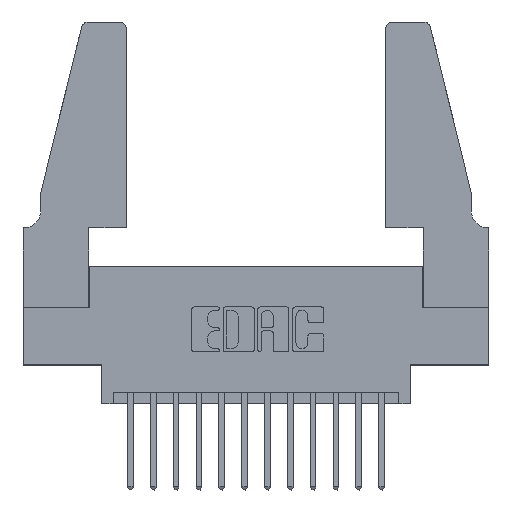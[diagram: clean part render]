
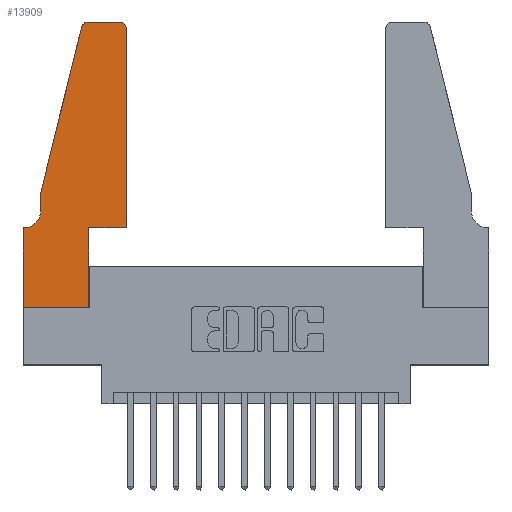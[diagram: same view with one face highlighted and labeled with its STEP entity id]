
A CAD part, top view. The second image highlights one B-rep face of the part: STEP entity #13909.
In plain terms, the highlighted planar face has unit normal (0, 0, 1).
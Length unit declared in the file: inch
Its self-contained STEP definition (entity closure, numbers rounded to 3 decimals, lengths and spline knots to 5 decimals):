
#16 = DIRECTION ( 'NONE',  ( -0.239, -0.971, 0. ) ) ;
#123 = DIRECTION ( 'NONE',  ( 0., -1., 0. ) ) ;
#297 = ORIENTED_EDGE ( 'NONE', *, *, #5049, .T. ) ;
#402 = ORIENTED_EDGE ( 'NONE', *, *, #7776, .T. ) ;
#510 = CARTESIAN_POINT ( 'NONE',  ( 0., 0.35, 0.37 ) ) ;
#582 = CARTESIAN_POINT ( 'NONE',  ( 0., 0., 0.37 ) ) ;
#779 = CARTESIAN_POINT ( 'NONE',  ( 0.0055, 0.35, 0.37 ) ) ;
#816 = AXIS2_PLACEMENT_3D ( 'NONE', #2258, #1998, #1913 ) ;
#1020 = EDGE_CURVE ( 'NONE', #12837, #10027, #2270, .T. ) ;
#1067 = CARTESIAN_POINT ( 'NONE',  ( 0.4205, 1.22, 0.37 ) ) ;
#1304 = DIRECTION ( 'NONE',  ( -1., 0., 0. ) ) ;
#1311 = ORIENTED_EDGE ( 'NONE', *, *, #9919, .T. ) ;
#1491 = CARTESIAN_POINT ( 'NONE',  ( 0.4505, 0.35, 0.37 ) ) ;
#1594 = CARTESIAN_POINT ( 'NONE',  ( 0.25487, 1.22718, 0.37 ) ) ;
#1843 = DIRECTION ( 'NONE',  ( 1., 0., 0. ) ) ;
#1881 = CARTESIAN_POINT ( 'NONE',  ( 0., 0., 0.37 ) ) ;
#1913 = DIRECTION ( 'NONE',  ( -1., 0., 0. ) ) ;
#1926 = DIRECTION ( 'NONE',  ( 1., 0., 0. ) ) ;
#1998 = DIRECTION ( 'NONE',  ( 0., 0., -1. ) ) ;
#2014 = VECTOR ( 'NONE', #8858, 39.37008 ) ;
#2068 = VECTOR ( 'NONE', #2178, 39.37008 ) ;
#2178 = DIRECTION ( 'NONE',  ( 0., 1., 0. ) ) ;
#2242 = ORIENTED_EDGE ( 'NONE', *, *, #15756, .T. ) ;
#2257 = EDGE_CURVE ( 'NONE', #13578, #6517, #14896, .T. ) ;
#2258 = CARTESIAN_POINT ( 'NONE',  ( 0.0055, 0.42, 0.37 ) ) ;
#2270 = CIRCLE ( 'NONE', #816, 0.07 ) ;
#2349 = EDGE_CURVE ( 'NONE', #6593, #3183, #13780, .T. ) ;
#2355 = ORIENTED_EDGE ( 'NONE', *, *, #12994, .T. ) ;
#2398 = DIRECTION ( 'NONE',  ( 1., 0., 0. ) ) ;
#2466 = LINE ( 'NONE', #4625, #2068 ) ;
#2489 = VERTEX_POINT ( 'NONE', #11218 ) ;
#3183 = VERTEX_POINT ( 'NONE', #12595 ) ;
#3284 = CARTESIAN_POINT ( 'NONE',  ( 0.4205, 1.25, 0.37 ) ) ;
#3533 = VERTEX_POINT ( 'NONE', #14402 ) ;
#3638 = VERTEX_POINT ( 'NONE', #9863 ) ;
#4561 = VECTOR ( 'NONE', #8361, 39.37008 ) ;
#4625 = CARTESIAN_POINT ( 'NONE',  ( 0.2865, 0.35, 0.37 ) ) ;
#4647 = LINE ( 'NONE', #13481, #10329 ) ;
#4843 = ORIENTED_EDGE ( 'NONE', *, *, #7064, .T. ) ;
#5049 = EDGE_CURVE ( 'NONE', #2489, #14447, #11322, .T. ) ;
#5346 = LINE ( 'NONE', #13551, #2014 ) ;
#5663 = VERTEX_POINT ( 'NONE', #7293 ) ;
#5851 = LINE ( 'NONE', #12861, #12169 ) ;
#6335 = CARTESIAN_POINT ( 'NONE',  ( 0.2605, 1.25, 0.37 ) ) ;
#6517 = VERTEX_POINT ( 'NONE', #1881 ) ;
#6593 = VERTEX_POINT ( 'NONE', #1491 ) ;
#6710 = CARTESIAN_POINT ( 'NONE',  ( 0.284, 1.22, 0.37 ) ) ;
#7064 = EDGE_CURVE ( 'NONE', #10027, #13578, #10533, .T. ) ;
#7076 = CARTESIAN_POINT ( 'NONE',  ( 0.0755, 0.42, 0.37 ) ) ;
#7293 = CARTESIAN_POINT ( 'NONE',  ( 0.2865, 0., 0.37 ) ) ;
#7319 = CARTESIAN_POINT ( 'NONE',  ( 0.4505, 0.35, 0.37 ) ) ;
#7440 = CARTESIAN_POINT ( 'NONE',  ( 0., 0.35, 0.37 ) ) ;
#7612 = EDGE_LOOP ( 'NONE', ( #2355, #297, #402, #12402, #10783, #4843, #8531, #2242, #15726, #1311, #13460, #13381 ) ) ;
#7776 = EDGE_CURVE ( 'NONE', #14447, #3533, #4647, .T. ) ;
#7841 = LINE ( 'NONE', #8883, #8189 ) ;
#7946 = DIRECTION ( 'NONE',  ( 1., 0., 0. ) ) ;
#8063 = PLANE ( 'NONE',  #11015 ) ;
#8189 = VECTOR ( 'NONE', #123, 39.37008 ) ;
#8361 = DIRECTION ( 'NONE',  ( 0., 1., 0. ) ) ;
#8531 = ORIENTED_EDGE ( 'NONE', *, *, #2257, .T. ) ;
#8858 = DIRECTION ( 'NONE',  ( 1., 0., 0. ) ) ;
#8883 = CARTESIAN_POINT ( 'NONE',  ( 0.0755, 0.5, 0.37 ) ) ;
#9236 = DIRECTION ( 'NONE',  ( 0., 0., 1. ) ) ;
#9732 = DIRECTION ( 'NONE',  ( 0., 0., 1. ) ) ;
#9863 = CARTESIAN_POINT ( 'NONE',  ( 0.2865, 0.35, 0.37 ) ) ;
#9871 = VECTOR ( 'NONE', #12289, 39.37008 ) ;
#9919 = EDGE_CURVE ( 'NONE', #3638, #6593, #5851, .T. ) ;
#10027 = VERTEX_POINT ( 'NONE', #779 ) ;
#10329 = VECTOR ( 'NONE', #16, 39.37008 ) ;
#10533 = LINE ( 'NONE', #11440, #12945 ) ;
#10593 = LINE ( 'NONE', #6335, #9871 ) ;
#10783 = ORIENTED_EDGE ( 'NONE', *, *, #1020, .T. ) ;
#10800 = CIRCLE ( 'NONE', #13289, 0.03 ) ;
#11015 = AXIS2_PLACEMENT_3D ( 'NONE', #510, #9236, #1843 ) ;
#11194 = EDGE_CURVE ( 'NONE', #5663, #3638, #2466, .T. ) ;
#11218 = CARTESIAN_POINT ( 'NONE',  ( 0.284, 1.25, 0.37 ) ) ;
#11322 = CIRCLE ( 'NONE', #11347, 0.03 ) ;
#11347 = AXIS2_PLACEMENT_3D ( 'NONE', #6710, #14989, #7946 ) ;
#11440 = CARTESIAN_POINT ( 'NONE',  ( 0.0755, 0.35, 0.37 ) ) ;
#11473 = FACE_OUTER_BOUND ( 'NONE', #7612, .T. ) ;
#11721 = VECTOR ( 'NONE', #15702, 39.37008 ) ;
#12169 = VECTOR ( 'NONE', #1926, 39.37008 ) ;
#12288 = EDGE_CURVE ( 'NONE', #3183, #13353, #10800, .T. ) ;
#12289 = DIRECTION ( 'NONE',  ( -1., 0., 0. ) ) ;
#12402 = ORIENTED_EDGE ( 'NONE', *, *, #13732, .T. ) ;
#12595 = CARTESIAN_POINT ( 'NONE',  ( 0.4505, 1.22, 0.37 ) ) ;
#12837 = VERTEX_POINT ( 'NONE', #7076 ) ;
#12861 = CARTESIAN_POINT ( 'NONE',  ( 0.4505, 0.35, 0.37 ) ) ;
#12945 = VECTOR ( 'NONE', #1304, 39.37008 ) ;
#12994 = EDGE_CURVE ( 'NONE', #13353, #2489, #10593, .T. ) ;
#13289 = AXIS2_PLACEMENT_3D ( 'NONE', #1067, #9732, #2398 ) ;
#13353 = VERTEX_POINT ( 'NONE', #3284 ) ;
#13381 = ORIENTED_EDGE ( 'NONE', *, *, #12288, .T. ) ;
#13460 = ORIENTED_EDGE ( 'NONE', *, *, #2349, .T. ) ;
#13481 = CARTESIAN_POINT ( 'NONE',  ( 0.0755, 0.5, 0.37 ) ) ;
#13551 = CARTESIAN_POINT ( 'NONE',  ( 0., 0., 0.37 ) ) ;
#13578 = VERTEX_POINT ( 'NONE', #7440 ) ;
#13732 = EDGE_CURVE ( 'NONE', #3533, #12837, #7841, .T. ) ;
#13780 = LINE ( 'NONE', #7319, #4561 ) ;
#13909 = ADVANCED_FACE ( 'NONE', ( #11473 ), #8063, .T. ) ;
#14402 = CARTESIAN_POINT ( 'NONE',  ( 0.0755, 0.5, 0.37 ) ) ;
#14447 = VERTEX_POINT ( 'NONE', #1594 ) ;
#14896 = LINE ( 'NONE', #582, #11721 ) ;
#14989 = DIRECTION ( 'NONE',  ( 0., 0., 1. ) ) ;
#15702 = DIRECTION ( 'NONE',  ( 0., -1., 0. ) ) ;
#15726 = ORIENTED_EDGE ( 'NONE', *, *, #11194, .T. ) ;
#15756 = EDGE_CURVE ( 'NONE', #6517, #5663, #5346, .T. ) ;
